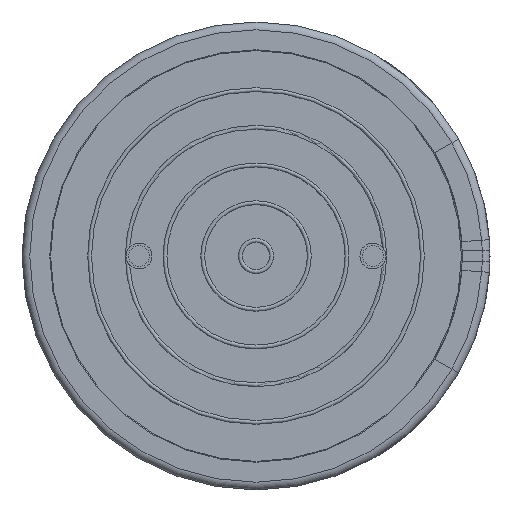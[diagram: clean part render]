
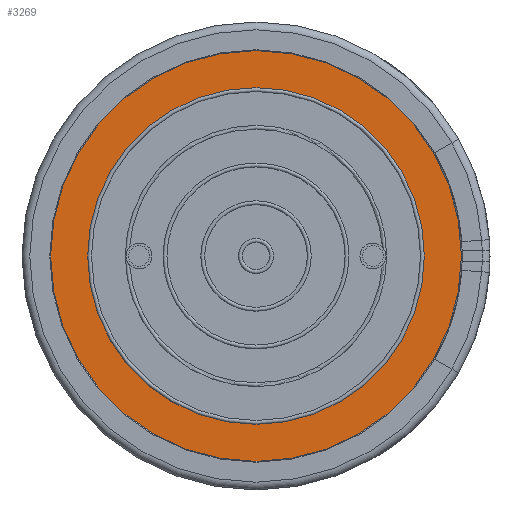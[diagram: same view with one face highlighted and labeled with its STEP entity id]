
A CAD part, front view. The second image highlights one B-rep face of the part: STEP entity #3269.
In plain terms, the highlighted planar face has unit normal (0, -1, 0).
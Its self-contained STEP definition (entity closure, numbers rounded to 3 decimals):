
#70=FACE_BOUND('',#506,.T.);
#234=PLANE('',#3643);
#355=FACE_OUTER_BOUND('',#505,.T.);
#505=EDGE_LOOP('',(#2927,#2928));
#506=EDGE_LOOP('',(#2929,#2930));
#982=CIRCLE('',#3569,7.9);
#983=CIRCLE('',#3570,7.9);
#1024=CIRCLE('',#3622,6.475);
#1025=CIRCLE('',#3623,6.475);
#1405=VERTEX_POINT('',#6480);
#1406=VERTEX_POINT('',#6482);
#1441=VERTEX_POINT('',#6580);
#1442=VERTEX_POINT('',#6581);
#1887=EDGE_CURVE('',#1405,#1406,#982,.T.);
#1888=EDGE_CURVE('',#1406,#1405,#983,.T.);
#1939=EDGE_CURVE('',#1441,#1442,#1024,.T.);
#1940=EDGE_CURVE('',#1442,#1441,#1025,.T.);
#2927=ORIENTED_EDGE('',*,*,#1888,.F.);
#2928=ORIENTED_EDGE('',*,*,#1887,.F.);
#2929=ORIENTED_EDGE('',*,*,#1939,.T.);
#2930=ORIENTED_EDGE('',*,*,#1940,.T.);
#3269=ADVANCED_FACE('',(#355,#70),#234,.T.);
#3569=AXIS2_PLACEMENT_3D('',#6483,#4317,#4318);
#3570=AXIS2_PLACEMENT_3D('',#6484,#4319,#4320);
#3622=AXIS2_PLACEMENT_3D('',#6582,#4433,#4434);
#3623=AXIS2_PLACEMENT_3D('',#6583,#4435,#4436);
#3643=AXIS2_PLACEMENT_3D('',#6619,#4479,#4480);
#4317=DIRECTION('center_axis',(0.,1.,0.));
#4318=DIRECTION('ref_axis',(1.,0.,0.));
#4319=DIRECTION('center_axis',(0.,1.,0.));
#4320=DIRECTION('ref_axis',(1.,0.,0.));
#4433=DIRECTION('center_axis',(0.,1.,0.));
#4434=DIRECTION('ref_axis',(-1.,0.,0.));
#4435=DIRECTION('center_axis',(0.,1.,0.));
#4436=DIRECTION('ref_axis',(-1.,0.,0.));
#4479=DIRECTION('center_axis',(0.,-1.,0.));
#4480=DIRECTION('ref_axis',(0.,0.,-1.));
#6480=CARTESIAN_POINT('',(-7.9,0.1,0.));
#6482=CARTESIAN_POINT('',(7.9,0.1,0.));
#6483=CARTESIAN_POINT('Origin',(0.,0.1,0.));
#6484=CARTESIAN_POINT('Origin',(0.,0.1,0.));
#6580=CARTESIAN_POINT('',(-6.475,0.1,0.));
#6581=CARTESIAN_POINT('',(6.475,0.1,0.));
#6582=CARTESIAN_POINT('Origin',(0.,0.1,0.));
#6583=CARTESIAN_POINT('Origin',(0.,0.1,0.));
#6619=CARTESIAN_POINT('Origin',(0.,0.1,0.));
